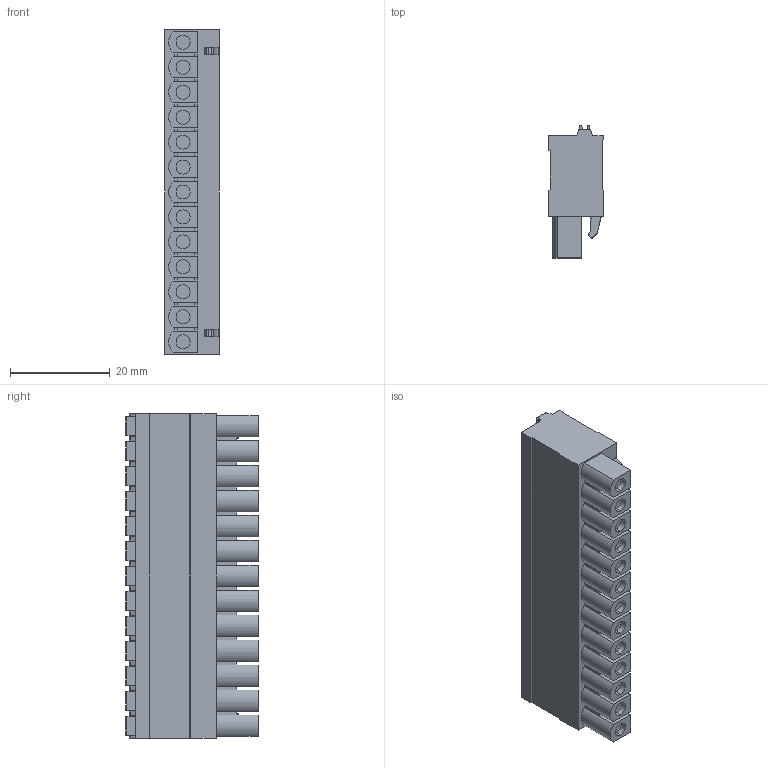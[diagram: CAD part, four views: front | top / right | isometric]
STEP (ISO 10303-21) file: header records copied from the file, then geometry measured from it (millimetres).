
FILE_DESCRIPTION((''),'2;1');
FILE_NAME('TLPS-217','2024-11-07T16:31:37',('tluser'),(''),'CREO PARAMETRIC BY PTC INC, 2018100','CREO PARAMETRIC BY PTC INC, 2018100','');
FILE_SCHEMA(('CONFIG_CONTROL_DESIGN'));
Length unit declared in the file: millimetre
Products named in the file (1): TLPS-217
Bounding box: 10.9 x 26.5 x 65 mm (x, y, z)
Volume: 13290.5 mm3; surface area: 7085.8 mm2
Topology: 1 solids, 1 shells, 716 faces, 1876 edges, 1216 vertices
Faces by surface type: plane 403, cylinder 261, torus 52
Entity records: 22020 total; most frequent: DIRECTION 3882, CARTESIAN_POINT 3808, ORIENTED_EDGE 3752, EDGE_CURVE 1876, VECTOR 1302, LINE 1302, AXIS2_PLACEMENT_3D 1290, VERTEX_POINT 1216
